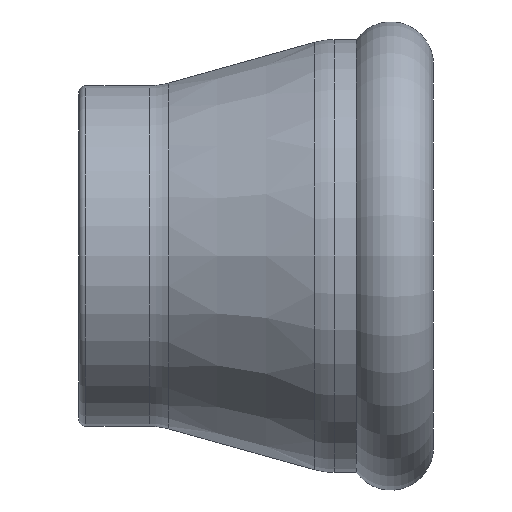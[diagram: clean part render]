
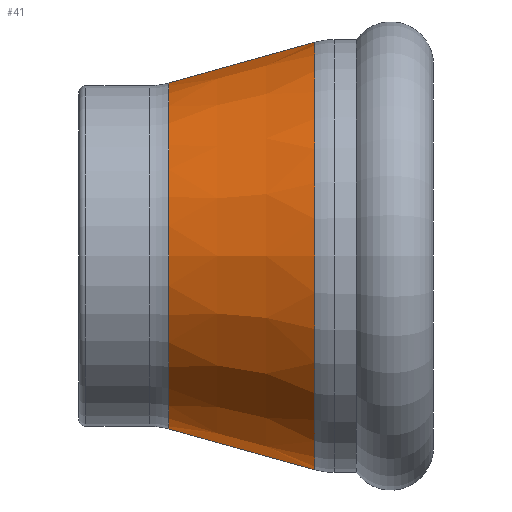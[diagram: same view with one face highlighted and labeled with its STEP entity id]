
A CAD part, left-side view. The second image highlights one B-rep face of the part: STEP entity #41.
In plain terms, the highlighted conical face has half-angle 15.614 degrees and reference radius 30.131 mm.
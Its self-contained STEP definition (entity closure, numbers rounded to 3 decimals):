
#11 = VERTEX_POINT ( 'NONE', #75 ) ;
#15 = EDGE_CURVE ( 'NONE', #628, #456, #358, .T. ) ;
#41 = ADVANCED_FACE ( 'NONE', ( #133 ), #311, .T. ) ;
#66 = DIRECTION ( 'NONE',  ( 0., 0., -1. ) ) ;
#72 = EDGE_CURVE ( 'NONE', #11, #456, #670, .T. ) ;
#75 = CARTESIAN_POINT ( 'NONE',  ( -20., 10.692, -30.131 ) ) ;
#126 = CARTESIAN_POINT ( 'NONE',  ( -20., 31.308, 24.369 ) ) ;
#133 = FACE_OUTER_BOUND ( 'NONE', #257, .T. ) ;
#257 = EDGE_LOOP ( 'NONE', ( #1047, #954, #862, #485 ) ) ;
#311 = CONICAL_SURFACE ( 'NONE', #1010, 30.131, 0.273 ) ;
#358 = LINE ( 'NONE', #715, #1140 ) ;
#456 = VERTEX_POINT ( 'NONE', #1083 ) ;
#485 = ORIENTED_EDGE ( 'NONE', *, *, #72, .T. ) ;
#536 = CARTESIAN_POINT ( 'NONE',  ( -20., 10.692, -30.131 ) ) ;
#549 = DIRECTION ( 'NONE',  ( 0., 1., 0. ) ) ;
#628 = VERTEX_POINT ( 'NONE', #126 ) ;
#664 = VECTOR ( 'NONE', #710, 1000. ) ;
#670 = CIRCLE ( 'NONE', #726, 30.131 ) ;
#710 = DIRECTION ( 'NONE',  ( 0., -0.963, -0.269 ) ) ;
#715 = CARTESIAN_POINT ( 'NONE',  ( -20., 10.692, 30.131 ) ) ;
#717 = CARTESIAN_POINT ( 'NONE',  ( -20., 10.692, 0. ) ) ;
#726 = AXIS2_PLACEMENT_3D ( 'NONE', #1090, #549, #918 ) ;
#776 = DIRECTION ( 'NONE',  ( 0., 1., 0. ) ) ;
#862 = ORIENTED_EDGE ( 'NONE', *, *, #982, .T. ) ;
#866 = AXIS2_PLACEMENT_3D ( 'NONE', #1124, #776, #867 ) ;
#867 = DIRECTION ( 'NONE',  ( 0., 0., 1. ) ) ;
#889 = CARTESIAN_POINT ( 'NONE',  ( -20., 31.308, -24.369 ) ) ;
#892 = DIRECTION ( 'NONE',  ( 0., -0.963, 0.269 ) ) ;
#906 = CIRCLE ( 'NONE', #866, 24.369 ) ;
#918 = DIRECTION ( 'NONE',  ( 0., 0., 1. ) ) ;
#954 = ORIENTED_EDGE ( 'NONE', *, *, #1123, .F. ) ;
#980 = VERTEX_POINT ( 'NONE', #889 ) ;
#982 = EDGE_CURVE ( 'NONE', #980, #11, #1031, .T. ) ;
#1010 = AXIS2_PLACEMENT_3D ( 'NONE', #717, #1065, #66 ) ;
#1031 = LINE ( 'NONE', #536, #664 ) ;
#1047 = ORIENTED_EDGE ( 'NONE', *, *, #15, .F. ) ;
#1065 = DIRECTION ( 'NONE',  ( 0., -1., 0. ) ) ;
#1083 = CARTESIAN_POINT ( 'NONE',  ( -20., 10.692, 30.131 ) ) ;
#1090 = CARTESIAN_POINT ( 'NONE',  ( -20., 10.692, 0. ) ) ;
#1123 = EDGE_CURVE ( 'NONE', #980, #628, #906, .T. ) ;
#1124 = CARTESIAN_POINT ( 'NONE',  ( -20., 31.308, 0. ) ) ;
#1140 = VECTOR ( 'NONE', #892, 1000. ) ;
